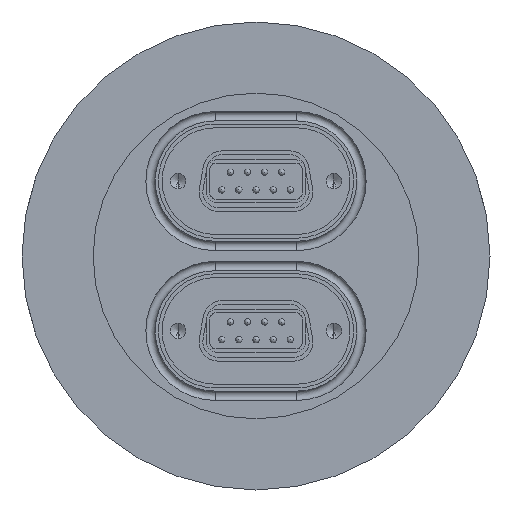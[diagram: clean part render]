
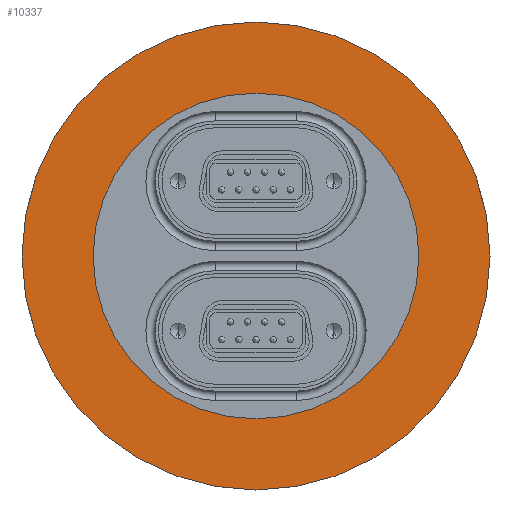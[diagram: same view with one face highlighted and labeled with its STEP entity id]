
A CAD part, left-side view. The second image highlights one B-rep face of the part: STEP entity #10337.
In plain terms, the highlighted planar face has unit normal (-1, 0, 0).
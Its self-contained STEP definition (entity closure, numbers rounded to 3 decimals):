
#748 = AXIS2_PLACEMENT_3D ( 'NONE', #3951, #3952, #3953 ) ;
#824 = CIRCLE ( 'NONE', #748, 26.1 ) ;
#862 = AXIS2_PLACEMENT_3D ( 'NONE', #3977, #3978, #3979 ) ;
#867 = CIRCLE ( 'NONE', #862, 37.5 ) ;
#896 = CIRCLE ( 'NONE', #1128, 26.1 ) ;
#1111 = AXIS2_PLACEMENT_3D ( 'NONE', #4112, #4113, #4114 ) ;
#1128 = AXIS2_PLACEMENT_3D ( 'NONE', #4118, #4119, #4120 ) ;
#1153 = CIRCLE ( 'NONE', #1111, 37.5 ) ;
#2986 = AXIS2_PLACEMENT_3D ( 'NONE', #5144, #5152, #5153 ) ;
#3930 = CARTESIAN_POINT ( 'NONE',  ( 0., 0., 37.5 ) ) ;
#3931 = CARTESIAN_POINT ( 'NONE',  ( 0., 0., -26.1 ) ) ;
#3935 = CARTESIAN_POINT ( 'NONE',  ( 0., 0., 26.1 ) ) ;
#3941 = CARTESIAN_POINT ( 'NONE',  ( 0., 0., -37.5 ) ) ;
#3951 = CARTESIAN_POINT ( 'NONE',  ( 0., 0., 0. ) ) ;
#3952 = DIRECTION ( 'NONE',  ( 1., 0., 0. ) ) ;
#3953 = DIRECTION ( 'NONE',  ( 0., 0., -1. ) ) ;
#3977 = CARTESIAN_POINT ( 'NONE',  ( 0., 0., 0. ) ) ;
#3978 = DIRECTION ( 'NONE',  ( -1., 0., 0. ) ) ;
#3979 = DIRECTION ( 'NONE',  ( 0., 0., -1. ) ) ;
#4112 = CARTESIAN_POINT ( 'NONE',  ( 0., 0., 0. ) ) ;
#4113 = DIRECTION ( 'NONE',  ( -1., 0., 0. ) ) ;
#4114 = DIRECTION ( 'NONE',  ( 0., 0., -1. ) ) ;
#4118 = CARTESIAN_POINT ( 'NONE',  ( 0., 0., 0. ) ) ;
#4119 = DIRECTION ( 'NONE',  ( 1., 0., 0. ) ) ;
#4120 = DIRECTION ( 'NONE',  ( 0., 0., -1. ) ) ;
#5144 = CARTESIAN_POINT ( 'NONE',  ( 0., 18.75, 0. ) ) ;
#5148 = FACE_BOUND ( 'NONE', #11131, .T. ) ;
#5149 = FACE_OUTER_BOUND ( 'NONE', #11076, .T. ) ;
#5150 = PLANE ( 'NONE',  #2986 ) ;
#5152 = DIRECTION ( 'NONE',  ( -1., 0., 0. ) ) ;
#5153 = DIRECTION ( 'NONE',  ( 0., 0., 1. ) ) ;
#7145 = VERTEX_POINT ( 'NONE', #3931 ) ;
#7148 = VERTEX_POINT ( 'NONE', #3930 ) ;
#7152 = VERTEX_POINT ( 'NONE', #3935 ) ;
#7158 = VERTEX_POINT ( 'NONE', #3941 ) ;
#7243 = ORIENTED_EDGE ( 'NONE', *, *, #7502, .T. ) ;
#7244 = ORIENTED_EDGE ( 'NONE', *, *, #7447, .T. ) ;
#7245 = ORIENTED_EDGE ( 'NONE', *, *, #7500, .T. ) ;
#7246 = ORIENTED_EDGE ( 'NONE', *, *, #7455, .T. ) ;
#7447 = EDGE_CURVE ( 'NONE', #7152, #7145, #824, .T. ) ;
#7455 = EDGE_CURVE ( 'NONE', #7148, #7158, #867, .T. ) ;
#7500 = EDGE_CURVE ( 'NONE', #7158, #7148, #1153, .T. ) ;
#7502 = EDGE_CURVE ( 'NONE', #7145, #7152, #896, .T. ) ;
#10337 = ADVANCED_FACE ( 'NONE', ( #5148, #5149 ), #5150, .T. ) ;
#11076 = EDGE_LOOP ( 'NONE', ( #7245, #7246 ) ) ;
#11131 = EDGE_LOOP ( 'NONE', ( #7243, #7244 ) ) ;
